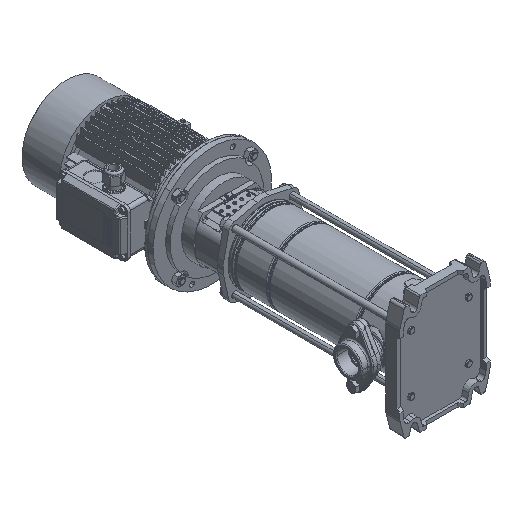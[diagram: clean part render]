
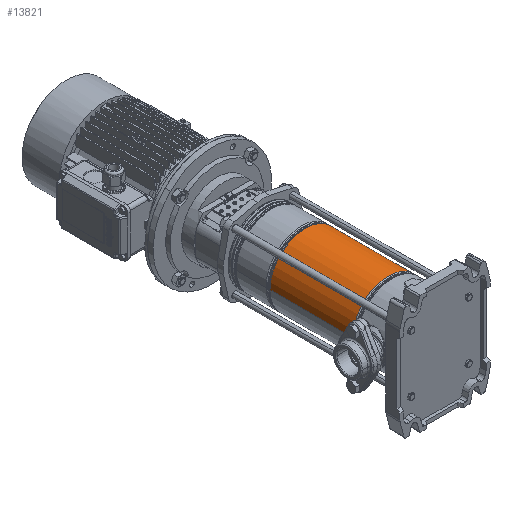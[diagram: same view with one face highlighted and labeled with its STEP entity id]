
A CAD part, isometric view. The second image highlights one B-rep face of the part: STEP entity #13821.
In plain terms, the highlighted cylindrical face has radius 74.9 mm (diameter 149.8 mm), a partial arc.
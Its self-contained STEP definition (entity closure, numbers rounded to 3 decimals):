
#1153 = EDGE_CURVE ( 'NONE', #10024, #14195, #2090, .T. ) ;
#2090 = LINE ( 'NONE', #38971, #24992 ) ;
#3306 = DIRECTION ( 'NONE',  ( 0., 0., -1. ) ) ;
#6238 = DIRECTION ( 'NONE',  ( 0., 0., -1. ) ) ;
#10024 = VERTEX_POINT ( 'NONE', #68379 ) ;
#11440 = CARTESIAN_POINT ( 'NONE',  ( 0., 0., 261.221 ) ) ;
#11838 = DIRECTION ( 'NONE',  ( 1., 0., 0. ) ) ;
#13821 = ADVANCED_FACE ( 'NONE', ( #27977 ), #15802, .T. ) ;
#14195 = VERTEX_POINT ( 'NONE', #46163 ) ;
#14951 = DIRECTION ( 'NONE',  ( 1., 0., 0. ) ) ;
#15802 = CYLINDRICAL_SURFACE ( 'NONE', #64101, 74.9 ) ;
#24057 = DIRECTION ( 'NONE',  ( 0., 0., -1. ) ) ;
#24153 = VERTEX_POINT ( 'NONE', #74215 ) ;
#24992 = VECTOR ( 'NONE', #3306, 1000. ) ;
#27977 = FACE_OUTER_BOUND ( 'NONE', #69026, .T. ) ;
#28195 = LINE ( 'NONE', #77700, #62725 ) ;
#30689 = EDGE_CURVE ( 'NONE', #45540, #10024, #71681, .T. ) ;
#32784 = CARTESIAN_POINT ( 'NONE',  ( 0., 0., 86.779 ) ) ;
#33827 = ORIENTED_EDGE ( 'NONE', *, *, #30689, .T. ) ;
#34331 = CIRCLE ( 'NONE', #39538, 74.9 ) ;
#34943 = EDGE_CURVE ( 'NONE', #14195, #24153, #34331, .T. ) ;
#35877 = ORIENTED_EDGE ( 'NONE', *, *, #1153, .T. ) ;
#38971 = CARTESIAN_POINT ( 'NONE',  ( -74.9, 0., 0. ) ) ;
#39538 = AXIS2_PLACEMENT_3D ( 'NONE', #32784, #51847, #14951 ) ;
#39747 = DIRECTION ( 'NONE',  ( -1., 0., 0. ) ) ;
#41086 = EDGE_CURVE ( 'NONE', #45540, #24153, #28195, .T. ) ;
#45540 = VERTEX_POINT ( 'NONE', #79163 ) ;
#46163 = CARTESIAN_POINT ( 'NONE',  ( -74.9, 0., 86.779 ) ) ;
#51120 = DIRECTION ( 'NONE',  ( 0., 0., -1. ) ) ;
#51847 = DIRECTION ( 'NONE',  ( 0., 0., 1. ) ) ;
#54279 = ORIENTED_EDGE ( 'NONE', *, *, #41086, .F. ) ;
#62725 = VECTOR ( 'NONE', #6238, 1000. ) ;
#64101 = AXIS2_PLACEMENT_3D ( 'NONE', #64127, #51120, #39747 ) ;
#64127 = CARTESIAN_POINT ( 'NONE',  ( 0., 0., 0. ) ) ;
#68379 = CARTESIAN_POINT ( 'NONE',  ( -74.9, 0., 261.221 ) ) ;
#69026 = EDGE_LOOP ( 'NONE', ( #54279, #33827, #35877, #74648 ) ) ;
#71681 = CIRCLE ( 'NONE', #74284, 74.9 ) ;
#74215 = CARTESIAN_POINT ( 'NONE',  ( 74.9, 0., 86.779 ) ) ;
#74284 = AXIS2_PLACEMENT_3D ( 'NONE', #11440, #24057, #11838 ) ;
#74648 = ORIENTED_EDGE ( 'NONE', *, *, #34943, .T. ) ;
#77700 = CARTESIAN_POINT ( 'NONE',  ( 74.9, 0., 0. ) ) ;
#79163 = CARTESIAN_POINT ( 'NONE',  ( 74.9, 0., 261.221 ) ) ;
